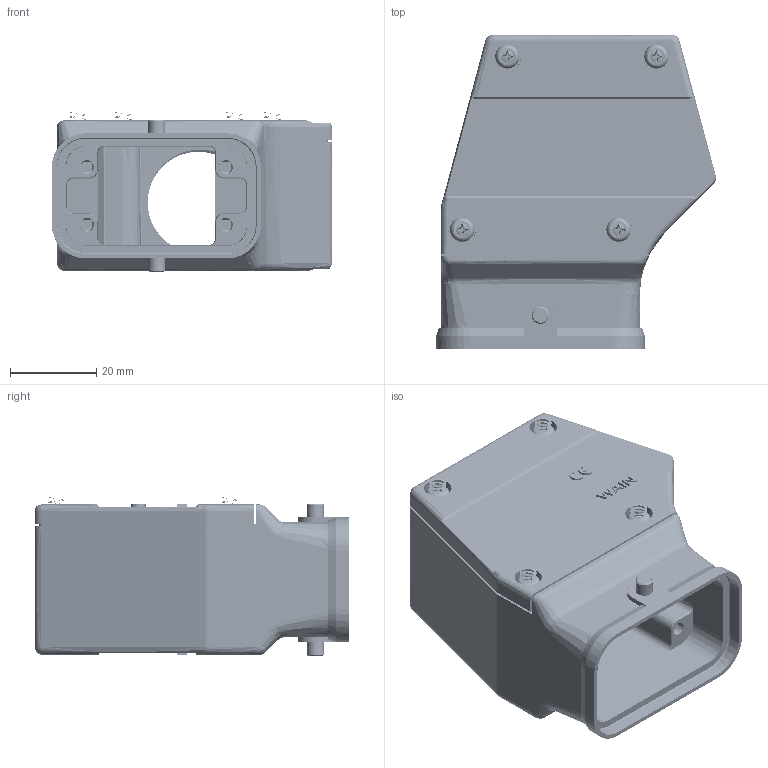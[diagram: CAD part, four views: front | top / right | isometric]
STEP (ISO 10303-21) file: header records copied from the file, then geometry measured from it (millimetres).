
FILE_DESCRIPTION(/* description */ (''),/* implementation_level */ '2;1');
FILE_NAME(/* name */ '3D_1300084105103_HC-TEHS-2B-M25_V1.0_stp.stp',/* time_stamp */ '2023-12-07T13:56:47+08:00',/* author */ (''),/* organization */ (''),/* preprocessor_version */ 'ST-DEVELOPER v18.1',/* originating_system */ 'SIEMENS PLM Software NX 1980',/* authorisation */ '');
FILE_SCHEMA (('AUTOMOTIVE_DESIGN { 1 0 10303 214 3 1 1 1 }'));
Products named in the file (1): 13912D58BF1Ba19v
Bounding box: 64.99 x 73 x 37.2 mm (x, y, z)
Surface area: 31721.5 mm2 (no closed solid volume)
Topology: 0 solids, 1267 shells, 1267 faces, 7108 edges, 7080 vertices
Faces by surface type: bspline 707, plane 472, torus 50, sphere 28, cylinder 10
Entity records: 149288 total; most frequent: CARTESIAN_POINT 99666, ORIENTED_EDGE 7080, VERTEX_POINT 7080, EDGE_CURVE 7080, B_SPLINE_CURVE_WITH_KNOTS 5520, DIRECTION 2692, LINE 1468, VECTOR 1468
